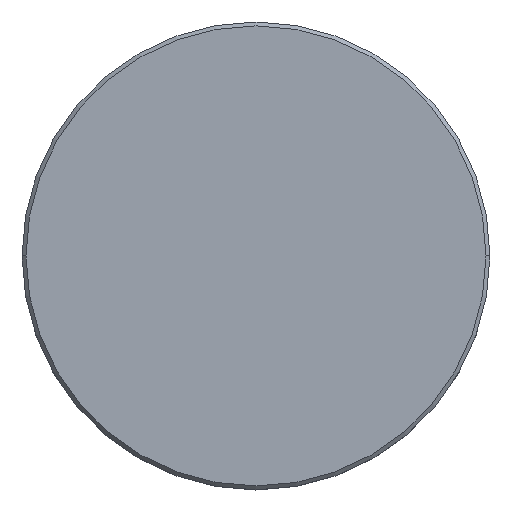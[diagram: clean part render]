
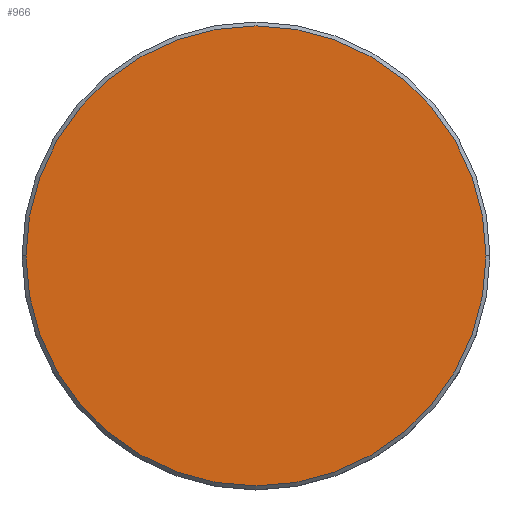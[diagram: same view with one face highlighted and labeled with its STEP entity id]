
A CAD part, top view. The second image highlights one B-rep face of the part: STEP entity #966.
In plain terms, the highlighted planar face has unit normal (0, 0, 1).
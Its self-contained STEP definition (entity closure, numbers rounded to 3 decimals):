
#10 = ORIENTED_EDGE ( 'NONE', *, *, #621, .T. ) ;
#11 = CARTESIAN_POINT ( 'NONE',  ( 0., 0., 0. ) ) ;
#24 = CIRCLE ( 'NONE', #909, 29.5 ) ;
#91 = DIRECTION ( 'NONE',  ( 0., 0., 1. ) ) ;
#170 = CARTESIAN_POINT ( 'NONE',  ( 0., 0., 0. ) ) ;
#201 = CARTESIAN_POINT ( 'NONE',  ( -29.5, 0., 0. ) ) ;
#268 = AXIS2_PLACEMENT_3D ( 'NONE', #11, #743, #1028 ) ;
#328 = VERTEX_POINT ( 'NONE', #201 ) ;
#353 = DIRECTION ( 'NONE',  ( 1., 0., 0. ) ) ;
#396 = DIRECTION ( 'NONE',  ( 0., 0., 1. ) ) ;
#406 = CIRCLE ( 'NONE', #1115, 29.5 ) ;
#560 = VERTEX_POINT ( 'NONE', #1086 ) ;
#621 = EDGE_CURVE ( 'NONE', #328, #560, #406, .T. ) ;
#673 = EDGE_CURVE ( 'NONE', #560, #328, #24, .T. ) ;
#701 = CARTESIAN_POINT ( 'NONE',  ( 0., 0., 0. ) ) ;
#743 = DIRECTION ( 'NONE',  ( 0., 0., 1. ) ) ;
#780 = ORIENTED_EDGE ( 'NONE', *, *, #673, .T. ) ;
#849 = FACE_OUTER_BOUND ( 'NONE', #1001, .T. ) ;
#909 = AXIS2_PLACEMENT_3D ( 'NONE', #701, #396, #1131 ) ;
#940 = PLANE ( 'NONE',  #268 ) ;
#966 = ADVANCED_FACE ( 'NONE', ( #849 ), #940, .T. ) ;
#1001 = EDGE_LOOP ( 'NONE', ( #10, #780 ) ) ;
#1028 = DIRECTION ( 'NONE',  ( 1., 0., 0. ) ) ;
#1086 = CARTESIAN_POINT ( 'NONE',  ( 29.5, 0., 0. ) ) ;
#1115 = AXIS2_PLACEMENT_3D ( 'NONE', #170, #91, #353 ) ;
#1131 = DIRECTION ( 'NONE',  ( 1., 0., 0. ) ) ;
